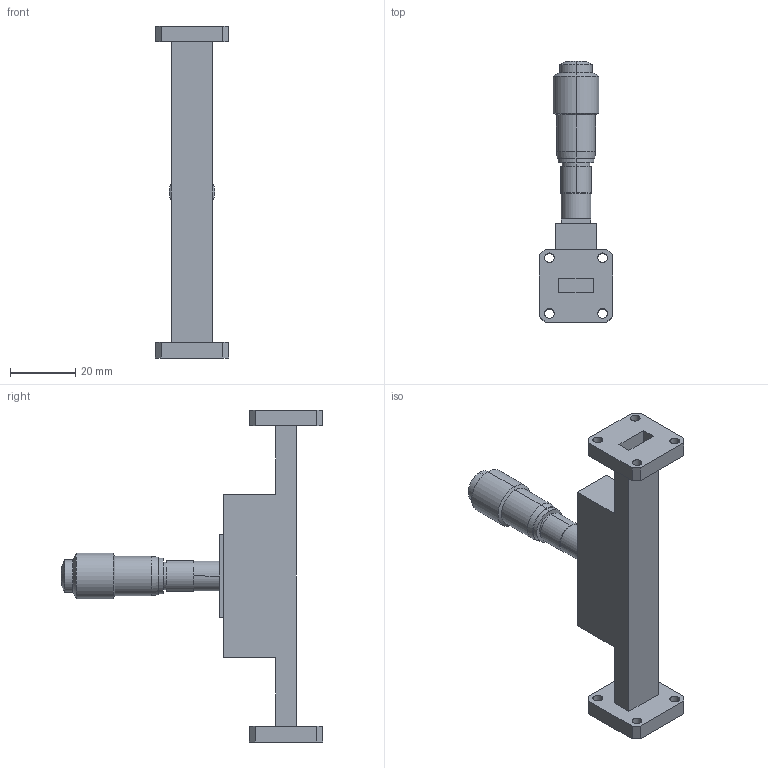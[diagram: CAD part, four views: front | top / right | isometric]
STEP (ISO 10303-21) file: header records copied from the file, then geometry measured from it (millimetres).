
FILE_DESCRIPTION (( 'STEP AP214' ), '1' );
FILE_NAME ('STA-30-42-M2, STEP.STEP', '2019-07-17T00:08:02', ( '' ), ( '' ), 'SwSTEP 2.0', 'SolidWorks 2016', '' );
FILE_SCHEMA (( 'AUTOMOTIVE_DESIGN' ));
Length unit declared in the file: inch
Products named in the file (1): STA-30-42-M2, STEP
Bounding box: 22.35 x 79.88 x 101.6 mm (x, y, z)
Volume: 26197.3 mm3; surface area: 11839.6 mm2
Topology: 3 solids, 3 shells, 95 faces, 224 edges, 144 vertices
Faces by surface type: plane 53, cylinder 34, cone 8
Entity records: 4051 total; most frequent: DIRECTION 488, CARTESIAN_POINT 464, ORIENTED_EDGE 448, EDGE_CURVE 224, AXIS2_PLACEMENT_3D 168, VECTOR 152, LINE 152, VERTEX_POINT 144
